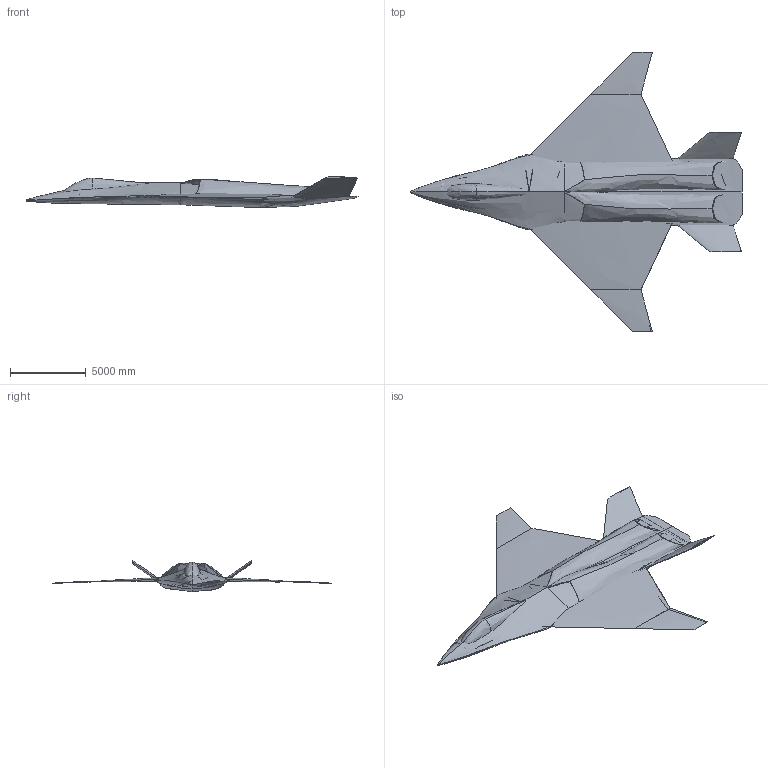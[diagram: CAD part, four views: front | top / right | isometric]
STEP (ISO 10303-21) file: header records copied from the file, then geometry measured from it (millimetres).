
FILE_DESCRIPTION((''),'1');
FILE_NAME('outfile.stp','2017-05-10T08:13:41',(''),(''),'','','');
FILE_SCHEMA(('CONFIG_CONTROL_DESIGN'));
Length unit declared in the file: foot
Bounding box: 21945.6 x 18459.15 x 2057.8 mm (x, y, z)
Surface area: 607761187.5 mm2 (no closed solid volume)
Topology: 0 solids, 0 shells, 72 faces, 288 edges, 244 vertices
Faces by surface type: bspline 72
Entity records: 41456 total; most frequent: CARTESIAN_POINT 41313, B_SPLINE_SURFACE_WITH_KNOTS 72, GEOMETRIC_SET 8, GEOMETRICALLY_BOUNDED_SURFACE_SHAPE_REPRESENTATION 8, SHAPE_REPRESENTATION_RELATIONSHIP 8, PERSON_AND_ORGANIZATION_ROLE 4, CC_DESIGN_PERSON_AND_ORGANIZATION_ASSIGNMENT 4, DIMENSIONAL_EXPONENTS 2
